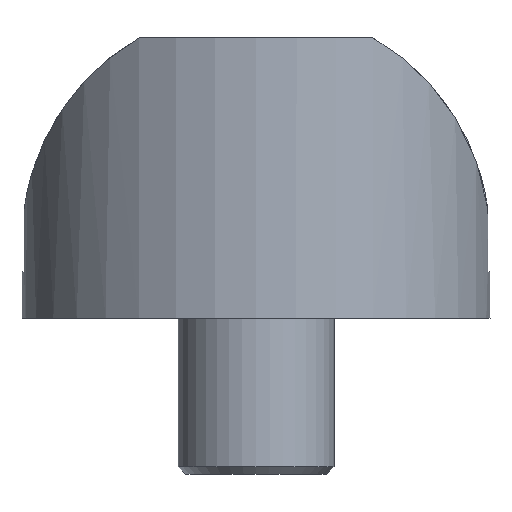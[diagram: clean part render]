
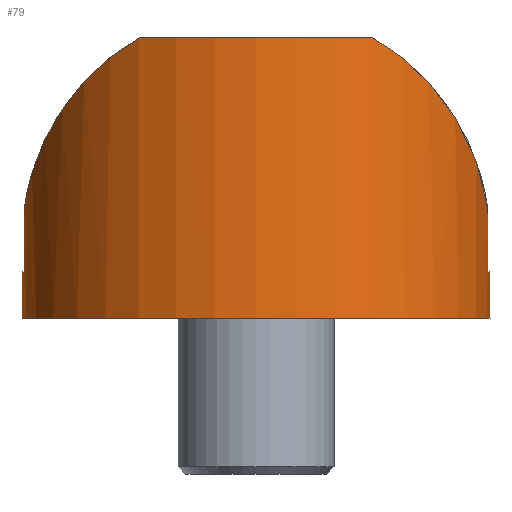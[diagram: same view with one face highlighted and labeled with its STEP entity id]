
A CAD part, left-side view. The second image highlights one B-rep face of the part: STEP entity #79.
In plain terms, the highlighted cylindrical face has radius 15 mm (diameter 30 mm), a full revolution.
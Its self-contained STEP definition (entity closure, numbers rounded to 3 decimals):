
#79 = ADVANCED_FACE( '', ( #97, #98 ), #99, .T. );
#97 = FACE_OUTER_BOUND( '', #125, .T. );
#98 = FACE_OUTER_BOUND( '', #126, .T. );
#99 = CYLINDRICAL_SURFACE( '', #127, 15. );
#125 = EDGE_LOOP( '', ( #168, #169, #170, #171, #172, #173, #174, #175, #176, #177, #178, #179 ) );
#126 = EDGE_LOOP( '', ( #180 ) );
#127 = AXIS2_PLACEMENT_3D( '', #181, #182, #183 );
#168 = ORIENTED_EDGE( '', *, *, #225, .F. );
#169 = ORIENTED_EDGE( '', *, *, #235, .T. );
#170 = ORIENTED_EDGE( '', *, *, #236, .T. );
#171 = ORIENTED_EDGE( '', *, *, #237, .T. );
#172 = ORIENTED_EDGE( '', *, *, #232, .T. );
#173 = ORIENTED_EDGE( '', *, *, #231, .T. );
#174 = ORIENTED_EDGE( '', *, *, #238, .F. );
#175 = ORIENTED_EDGE( '', *, *, #229, .T. );
#176 = ORIENTED_EDGE( '', *, *, #234, .T. );
#177 = ORIENTED_EDGE( '', *, *, #239, .T. );
#178 = ORIENTED_EDGE( '', *, *, #240, .T. );
#179 = ORIENTED_EDGE( '', *, *, #241, .T. );
#180 = ORIENTED_EDGE( '', *, *, #242, .T. );
#181 = CARTESIAN_POINT( '', ( 0., 0., 28. ) );
#182 = DIRECTION( '', ( 0., 0., 1. ) );
#183 = DIRECTION( '', ( -1., 0., 0. ) );
#225 = EDGE_CURVE( '', #246, #247, #249, .T. );
#229 = EDGE_CURVE( '', #257, #255, #258, .T. );
#231 = EDGE_CURVE( '', #254, #259, #261, .T. );
#232 = EDGE_CURVE( '', #262, #254, #263, .F. );
#234 = EDGE_CURVE( '', #255, #264, #266, .T. );
#235 = EDGE_CURVE( '', #246, #267, #268, .T. );
#236 = EDGE_CURVE( '', #267, #269, #270, .T. );
#237 = EDGE_CURVE( '', #269, #262, #271, .T. );
#238 = EDGE_CURVE( '', #257, #259, #272, .T. );
#239 = EDGE_CURVE( '', #264, #273, #274, .T. );
#240 = EDGE_CURVE( '', #273, #275, #276, .F. );
#241 = EDGE_CURVE( '', #275, #247, #277, .T. );
#242 = EDGE_CURVE( '', #278, #278, #279, .T. );
#246 = VERTEX_POINT( '', #284 );
#247 = VERTEX_POINT( '', #285 );
#249 = CIRCLE( '', #288, 15. );
#254 = VERTEX_POINT( '', #293 );
#255 = VERTEX_POINT( '', #294 );
#257 = VERTEX_POINT( '', #297 );
#258 = ELLIPSE( '', #298, 21.213, 15. );
#259 = VERTEX_POINT( '', #299 );
#261 = ELLIPSE( '', #302, 21.213, 15. );
#262 = VERTEX_POINT( '', #303 );
#263 = LINE( '', #304, #305 );
#264 = VERTEX_POINT( '', #306 );
#266 = LINE( '', #309, #310 );
#267 = VERTEX_POINT( '', #311 );
#268 = ELLIPSE( '', #312, 21.213, 15. );
#269 = VERTEX_POINT( '', #313 );
#270 = LINE( '', #314, #315 );
#271 = CIRCLE( '', #316, 15. );
#272 = CIRCLE( '', #317, 15. );
#273 = VERTEX_POINT( '', #318 );
#274 = CIRCLE( '', #319, 15. );
#275 = VERTEX_POINT( '', #320 );
#276 = LINE( '', #321, #322 );
#277 = ELLIPSE( '', #323, 21.213, 15. );
#278 = VERTEX_POINT( '', #324 );
#279 = CIRCLE( '', #325, 15. );
#284 = CARTESIAN_POINT( '', ( 13., -7.483, 28. ) );
#285 = CARTESIAN_POINT( '', ( 13., 7.483, 28. ) );
#288 = AXIS2_PLACEMENT_3D( '', #333, #334, #335 );
#293 = CARTESIAN_POINT( '', ( -2., -14.866, 17. ) );
#294 = CARTESIAN_POINT( '', ( -2., 14.866, 17. ) );
#297 = CARTESIAN_POINT( '', ( -13., 7.483, 28. ) );
#298 = AXIS2_PLACEMENT_3D( '', #343, #344, #345 );
#299 = CARTESIAN_POINT( '', ( -13., -7.483, 28. ) );
#302 = AXIS2_PLACEMENT_3D( '', #347, #348, #349 );
#303 = CARTESIAN_POINT( '', ( -2., -14.866, 13. ) );
#304 = CARTESIAN_POINT( '', ( -2., -14.866, 28. ) );
#305 = VECTOR( '', #350, 1000. );
#306 = CARTESIAN_POINT( '', ( -2., 14.866, 13. ) );
#309 = CARTESIAN_POINT( '', ( -2., 14.866, 28. ) );
#310 = VECTOR( '', #352, 1000. );
#311 = CARTESIAN_POINT( '', ( 2., -14.866, 17. ) );
#312 = AXIS2_PLACEMENT_3D( '', #353, #354, #355 );
#313 = CARTESIAN_POINT( '', ( 2., -14.866, 13. ) );
#314 = CARTESIAN_POINT( '', ( 2., -14.866, 28. ) );
#315 = VECTOR( '', #356, 1000. );
#316 = AXIS2_PLACEMENT_3D( '', #357, #358, #359 );
#317 = AXIS2_PLACEMENT_3D( '', #360, #361, #362 );
#318 = CARTESIAN_POINT( '', ( 2., 14.866, 13. ) );
#319 = AXIS2_PLACEMENT_3D( '', #363, #364, #365 );
#320 = CARTESIAN_POINT( '', ( 2., 14.866, 17. ) );
#321 = CARTESIAN_POINT( '', ( 2., 14.866, 28. ) );
#322 = VECTOR( '', #366, 1000. );
#323 = AXIS2_PLACEMENT_3D( '', #367, #368, #369 );
#324 = CARTESIAN_POINT( '', ( 0., 15., 10. ) );
#325 = AXIS2_PLACEMENT_3D( '', #370, #371, #372 );
#333 = CARTESIAN_POINT( '', ( 0., 0., 28. ) );
#334 = DIRECTION( '', ( 0., 0., 1. ) );
#335 = DIRECTION( '', ( 0., 1., 0. ) );
#343 = CARTESIAN_POINT( '', ( 0., 0., 15. ) );
#344 = DIRECTION( '', ( -0.707, 0., -0.707 ) );
#345 = DIRECTION( '', ( 0.707, 0., -0.707 ) );
#347 = CARTESIAN_POINT( '', ( 0., 0., 15. ) );
#348 = DIRECTION( '', ( -0.707, 0., -0.707 ) );
#349 = DIRECTION( '', ( 0.707, 0., -0.707 ) );
#350 = DIRECTION( '', ( 0., 0., -1. ) );
#352 = DIRECTION( '', ( 0., 0., -1. ) );
#353 = CARTESIAN_POINT( '', ( 0., 0., 15. ) );
#354 = DIRECTION( '', ( 0.707, 0., -0.707 ) );
#355 = DIRECTION( '', ( -0.707, 0., -0.707 ) );
#356 = DIRECTION( '', ( 0., 0., -1. ) );
#357 = CARTESIAN_POINT( '', ( 0., 0., 13. ) );
#358 = DIRECTION( '', ( 0., 0., -1. ) );
#359 = DIRECTION( '', ( -1., 0., 0. ) );
#360 = CARTESIAN_POINT( '', ( 0., 0., 28. ) );
#361 = DIRECTION( '', ( 0., 0., 1. ) );
#362 = DIRECTION( '', ( 0., 1., 0. ) );
#363 = CARTESIAN_POINT( '', ( 0., 0., 13. ) );
#364 = DIRECTION( '', ( 0., 0., -1. ) );
#365 = DIRECTION( '', ( -1., 0., 0. ) );
#366 = DIRECTION( '', ( 0., 0., -1. ) );
#367 = CARTESIAN_POINT( '', ( 0., 0., 15. ) );
#368 = DIRECTION( '', ( 0.707, 0., -0.707 ) );
#369 = DIRECTION( '', ( -0.707, 0., -0.707 ) );
#370 = CARTESIAN_POINT( '', ( 0., 0., 10. ) );
#371 = DIRECTION( '', ( 0., 0., 1. ) );
#372 = DIRECTION( '', ( 0., 1., 0. ) );
